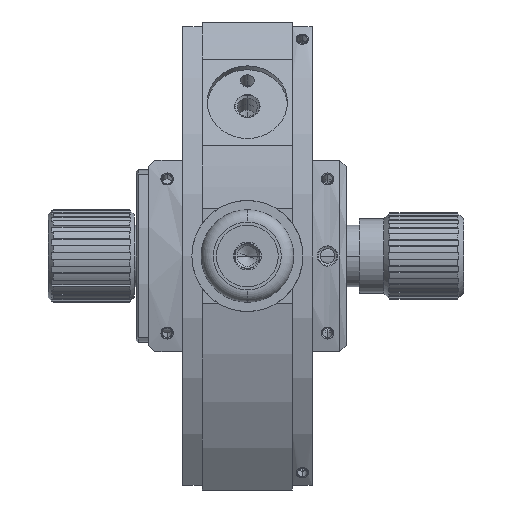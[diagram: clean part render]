
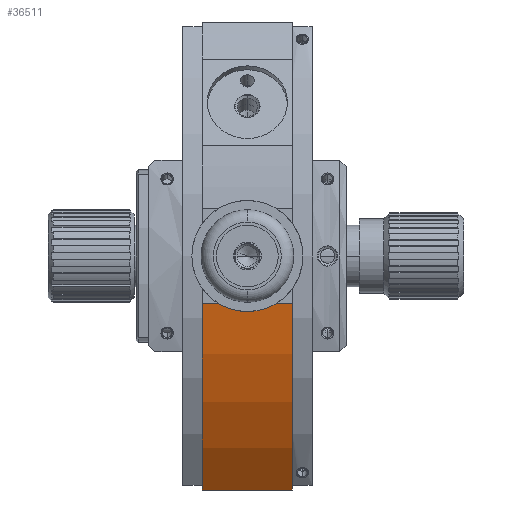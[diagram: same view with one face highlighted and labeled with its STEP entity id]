
A CAD part, front view. The second image highlights one B-rep face of the part: STEP entity #36511.
In plain terms, the highlighted cylindrical face has radius 59.5 mm (diameter 119 mm), a partial arc.
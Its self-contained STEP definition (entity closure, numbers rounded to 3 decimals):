
#23346=CARTESIAN_POINT('',(-3.2,0.,0.));
#23347=DIRECTION('',(1.,0.,0.));
#23348=DIRECTION('',(0.,0.129,-0.992));
#23349=AXIS2_PLACEMENT_3D('',#23346,#23347,#23348);
#23370=DIRECTION('',(-1.,0.,0.));
#23371=VECTOR('',#23370,14.6);
#23372=CARTESIAN_POINT('',(-3.2,7.697,-59.));
#23373=LINE('',#23372,#23371);
#23422=CARTESIAN_POINT('',(-17.8,0.,0.));
#23423=DIRECTION('',(1.,0.,0.));
#23424=DIRECTION('',(0.,0.129,-0.992));
#23425=AXIS2_PLACEMENT_3D('',#23422,#23423,#23424);
#23494=DIRECTION('',(1.,0.,0.));
#23495=VECTOR('',#23494,14.6);
#23496=CARTESIAN_POINT('',(-17.8,37.928,-45.844));
#23497=LINE('',#23496,#23495);
#34337=CARTESIAN_POINT('',(-3.2,37.928,-45.844));
#34338=VERTEX_POINT('',#34337);
#34341=CARTESIAN_POINT('',(-17.8,37.928,-45.844));
#34342=VERTEX_POINT('',#34341);
#34431=CARTESIAN_POINT('',(-3.2,7.697,-59.));
#34433=VERTEX_POINT('',#34431);
#34437=CARTESIAN_POINT('',(-17.8,7.697,-59.));
#34438=VERTEX_POINT('',#34437);
#36497=CARTESIAN_POINT('',(-22.05,0.,0.));
#36498=DIRECTION('',(1.,0.,0.));
#36499=DIRECTION('',(0.,1.,0.));
#36500=AXIS2_PLACEMENT_3D('',#36497,#36498,#36499);
#36501=CYLINDRICAL_SURFACE('',#36500,59.5);
#36503=ORIENTED_EDGE('',*,*,#36502,.F.);
#36504=ORIENTED_EDGE('',*,*,#36467,.T.);
#36506=ORIENTED_EDGE('',*,*,#36505,.F.);
#36508=ORIENTED_EDGE('',*,*,#36507,.F.);
#36509=EDGE_LOOP('',(#36503,#36504,#36506,#36508));
#36510=FACE_OUTER_BOUND('',#36509,.F.);
#36511=ADVANCED_FACE('',(#36510),#36501,.T.);
#23350=CIRCLE('',#23349,59.5);
#23426=CIRCLE('',#23425,59.5);
#36467=EDGE_CURVE('',#34433,#34338,#23350,.T.);
#36502=EDGE_CURVE('',#34433,#34438,#23373,.T.);
#36505=EDGE_CURVE('',#34342,#34338,#23497,.T.);
#36507=EDGE_CURVE('',#34438,#34342,#23426,.T.);
